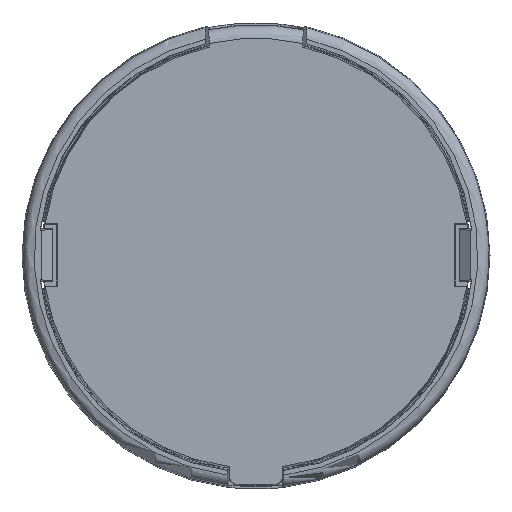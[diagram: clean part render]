
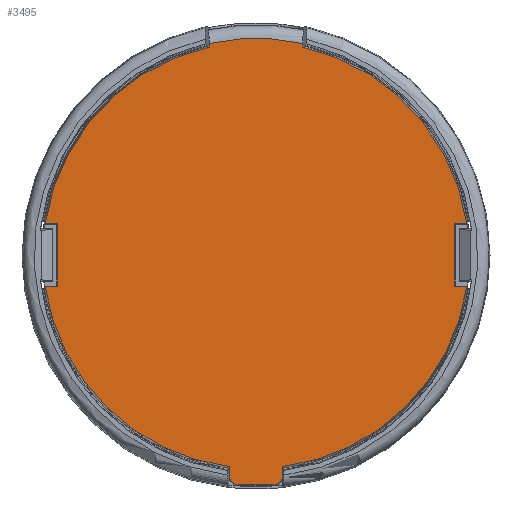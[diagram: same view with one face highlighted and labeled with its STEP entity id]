
A CAD part, top view. The second image highlights one B-rep face of the part: STEP entity #3495.
In plain terms, the highlighted planar face has unit normal (0, 0, 1).
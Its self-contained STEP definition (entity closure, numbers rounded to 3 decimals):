
#2829=DIRECTION('',(1.,0.,0.));
#2830=VECTOR('',#2829,0.281);
#2831=CARTESIAN_POINT('',(4.493,-0.717,5.728));
#2832=LINE('',#2831,#2830);
#2841=DIRECTION('',(0.,-1.,0.));
#2842=VECTOR('',#2841,1.434);
#2843=CARTESIAN_POINT('',(4.493,0.717,5.728));
#2844=LINE('',#2843,#2842);
#2845=CARTESIAN_POINT('',(0.,0.,5.728));
#2846=DIRECTION('',(0.,0.,1.));
#2847=DIRECTION('',(0.216,0.976,0.));
#2848=AXIS2_PLACEMENT_3D('',#2845,#2846,#2847);
#2850=DIRECTION('',(0.,-1.,0.));
#2851=VECTOR('',#2850,0.083);
#2852=CARTESIAN_POINT('',(1.062,4.792,5.728));
#2853=LINE('',#2852,#2851);
#2854=CARTESIAN_POINT('',(0.,0.,5.728));
#2855=DIRECTION('',(0.,0.,1.));
#2856=DIRECTION('',(0.989,0.149,0.));
#2857=AXIS2_PLACEMENT_3D('',#2854,#2855,#2856);
#2859=CARTESIAN_POINT('',(0.,0.,5.728));
#2860=DIRECTION('',(0.,0.,1.));
#2861=DIRECTION('',(0.124,-0.992,0.));
#2862=AXIS2_PLACEMENT_3D('',#2859,#2860,#2861);
#2864=DIRECTION('',(0.,1.,0.));
#2865=VECTOR('',#2864,0.211);
#2866=CARTESIAN_POINT('',(0.6,-5.001,5.728));
#2867=LINE('',#2866,#2865);
#2868=CARTESIAN_POINT('',(0.4,-5.201,5.728));
#2869=CARTESIAN_POINT('',(0.433,-5.201,5.728));
#2870=CARTESIAN_POINT('',(0.486,-5.186,5.728));
#2871=CARTESIAN_POINT('',(0.544,-5.145,5.728));
#2872=CARTESIAN_POINT('',(0.586,-5.086,5.728));
#2873=CARTESIAN_POINT('',(0.6,-5.034,5.728));
#2874=CARTESIAN_POINT('',(0.6,-5.001,5.728));
#2876=DIRECTION('',(1.,0.,0.));
#2877=VECTOR('',#2876,0.8);
#2878=CARTESIAN_POINT('',(-0.4,-5.201,5.728));
#2879=LINE('',#2878,#2877);
#2880=CARTESIAN_POINT('',(-0.6,-5.001,5.728));
#2881=CARTESIAN_POINT('',(-0.6,-5.034,5.728));
#2882=CARTESIAN_POINT('',(-0.586,-5.086,5.728));
#2883=CARTESIAN_POINT('',(-0.544,-5.145,5.728));
#2884=CARTESIAN_POINT('',(-0.486,-5.186,5.728));
#2885=CARTESIAN_POINT('',(-0.433,-5.201,5.728));
#2886=CARTESIAN_POINT('',(-0.4,-5.201,5.728));
#2888=DIRECTION('',(0.,-1.,0.));
#2889=VECTOR('',#2888,0.211);
#2890=CARTESIAN_POINT('',(-0.6,-4.79,5.728));
#2891=LINE('',#2890,#2889);
#2892=CARTESIAN_POINT('',(0.,0.,5.728));
#2893=DIRECTION('',(0.,0.,1.));
#2894=DIRECTION('',(-0.989,-0.149,0.));
#2895=AXIS2_PLACEMENT_3D('',#2892,#2893,#2894);
#2897=CARTESIAN_POINT('',(0.,0.,5.728));
#2898=DIRECTION('',(0.,0.,1.));
#2899=DIRECTION('',(-0.22,0.975,0.));
#2900=AXIS2_PLACEMENT_3D('',#2897,#2898,#2899);
#2902=DIRECTION('',(0.,1.,0.));
#2903=VECTOR('',#2902,0.083);
#2904=CARTESIAN_POINT('',(-1.062,4.709,5.728));
#2905=LINE('',#2904,#2903);
#2906=CARTESIAN_POINT('',(-1.062,4.792,5.728));
#2921=CARTESIAN_POINT('',(0.6,-4.79,5.728));
#2952=CARTESIAN_POINT('',(1.062,4.709,5.728));
#2969=CARTESIAN_POINT('',(-1.062,4.709,5.728));
#3000=CARTESIAN_POINT('',(-0.6,-4.79,5.728));
#3050=DIRECTION('',(-1.,0.,0.));
#3051=VECTOR('',#3050,0.281);
#3052=CARTESIAN_POINT('',(4.774,0.717,5.728));
#3053=LINE('',#3052,#3051);
#3066=CARTESIAN_POINT('',(1.062,4.792,5.728));
#3286=DIRECTION('',(-1.,0.,0.));
#3287=VECTOR('',#3286,0.281);
#3288=CARTESIAN_POINT('',(-4.493,0.717,5.728));
#3289=LINE('',#3288,#3287);
#3298=DIRECTION('',(0.,1.,0.));
#3299=VECTOR('',#3298,1.434);
#3300=CARTESIAN_POINT('',(-4.493,-0.717,5.728));
#3301=LINE('',#3300,#3299);
#3306=DIRECTION('',(1.,0.,0.));
#3307=VECTOR('',#3306,0.281);
#3308=CARTESIAN_POINT('',(-4.774,-0.717,5.728));
#3309=LINE('',#3308,#3307);
#3343=VERTEX_POINT('',#2969);
#3346=VERTEX_POINT('',#2952);
#3347=CARTESIAN_POINT('',(-4.774,0.717,5.728));
#3348=VERTEX_POINT('',#3347);
#3349=CARTESIAN_POINT('',(4.774,0.717,5.728));
#3350=VERTEX_POINT('',#3349);
#3351=CARTESIAN_POINT('',(4.493,0.717,5.728));
#3352=CARTESIAN_POINT('',(4.493,-0.717,5.728));
#3353=VERTEX_POINT('',#3351);
#3354=VERTEX_POINT('',#3352);
#3355=CARTESIAN_POINT('',(-4.493,-0.717,5.728));
#3356=CARTESIAN_POINT('',(-4.493,0.717,5.728));
#3357=VERTEX_POINT('',#3355);
#3358=VERTEX_POINT('',#3356);
#3359=CARTESIAN_POINT('',(-4.774,-0.717,5.728));
#3360=VERTEX_POINT('',#3359);
#3361=CARTESIAN_POINT('',(4.774,-0.717,5.728));
#3362=VERTEX_POINT('',#3361);
#3367=VERTEX_POINT('',#3000);
#3368=VERTEX_POINT('',#2921);
#3371=CARTESIAN_POINT('',(0.4,-5.201,5.728));
#3372=VERTEX_POINT('',#3371);
#3373=VERTEX_POINT('',#2874);
#3376=CARTESIAN_POINT('',(-0.6,-5.001,5.728));
#3377=VERTEX_POINT('',#3376);
#3378=VERTEX_POINT('',#2886);
#3388=VERTEX_POINT('',#2906);
#3392=VERTEX_POINT('',#3066);
#3454=CARTESIAN_POINT('',(0.,0.,5.728));
#3455=DIRECTION('',(0.,0.,1.));
#3456=DIRECTION('',(1.,0.,0.));
#3457=AXIS2_PLACEMENT_3D('',#3454,#3455,#3456);
#3458=PLANE('',#3457);
#3460=ORIENTED_EDGE('',*,*,#3459,.F.);
#3462=ORIENTED_EDGE('',*,*,#3461,.T.);
#3464=ORIENTED_EDGE('',*,*,#3463,.F.);
#3466=ORIENTED_EDGE('',*,*,#3465,.T.);
#3467=ORIENTED_EDGE('',*,*,#3447,.T.);
#3468=ORIENTED_EDGE('',*,*,#3435,.T.);
#3470=ORIENTED_EDGE('',*,*,#3469,.F.);
#3472=ORIENTED_EDGE('',*,*,#3471,.F.);
#3474=ORIENTED_EDGE('',*,*,#3473,.F.);
#3476=ORIENTED_EDGE('',*,*,#3475,.F.);
#3478=ORIENTED_EDGE('',*,*,#3477,.F.);
#3480=ORIENTED_EDGE('',*,*,#3479,.F.);
#3482=ORIENTED_EDGE('',*,*,#3481,.F.);
#3484=ORIENTED_EDGE('',*,*,#3483,.T.);
#3486=ORIENTED_EDGE('',*,*,#3485,.T.);
#3488=ORIENTED_EDGE('',*,*,#3487,.T.);
#3490=ORIENTED_EDGE('',*,*,#3489,.F.);
#3492=ORIENTED_EDGE('',*,*,#3491,.T.);
#3493=EDGE_LOOP('',(#3460,#3462,#3464,#3466,#3467,#3468,#3470,#3472,#3474,#3476,
#3478,#3480,#3482,#3484,#3486,#3488,#3490,#3492));
#3494=FACE_OUTER_BOUND('',#3493,.F.);
#3495=ADVANCED_FACE('',(#3494),#3458,.T.);
#2849=CIRCLE('',#2848,4.908);
#2858=CIRCLE('',#2857,4.827);
#2863=CIRCLE('',#2862,4.827);
#2875=B_SPLINE_CURVE_WITH_KNOTS('',3,(#2868,#2869,#2870,#2871,#2872,#2873,
#2874),.UNSPECIFIED.,.F.,.F.,(4,1,1,1,4),(0.,0.25,0.5,0.75,1.),
.UNSPECIFIED.);
#2887=B_SPLINE_CURVE_WITH_KNOTS('',3,(#2880,#2881,#2882,#2883,#2884,#2885,
#2886),.UNSPECIFIED.,.F.,.F.,(4,1,1,1,4),(0.,0.25,0.5,0.75,1.),
.UNSPECIFIED.);
#2896=CIRCLE('',#2895,4.827);
#2901=CIRCLE('',#2900,4.827);
#3435=EDGE_CURVE('',#3354,#3362,#2832,.T.);
#3447=EDGE_CURVE('',#3353,#3354,#2844,.T.);
#3459=EDGE_CURVE('',#3392,#3388,#2849,.T.);
#3461=EDGE_CURVE('',#3392,#3346,#2853,.T.);
#3463=EDGE_CURVE('',#3350,#3346,#2858,.T.);
#3465=EDGE_CURVE('',#3350,#3353,#3053,.T.);
#3469=EDGE_CURVE('',#3368,#3362,#2863,.T.);
#3471=EDGE_CURVE('',#3373,#3368,#2867,.T.);
#3473=EDGE_CURVE('',#3372,#3373,#2875,.T.);
#3475=EDGE_CURVE('',#3378,#3372,#2879,.T.);
#3477=EDGE_CURVE('',#3377,#3378,#2887,.T.);
#3479=EDGE_CURVE('',#3367,#3377,#2891,.T.);
#3481=EDGE_CURVE('',#3360,#3367,#2896,.T.);
#3483=EDGE_CURVE('',#3360,#3357,#3309,.T.);
#3485=EDGE_CURVE('',#3357,#3358,#3301,.T.);
#3487=EDGE_CURVE('',#3358,#3348,#3289,.T.);
#3489=EDGE_CURVE('',#3343,#3348,#2901,.T.);
#3491=EDGE_CURVE('',#3343,#3388,#2905,.T.);
